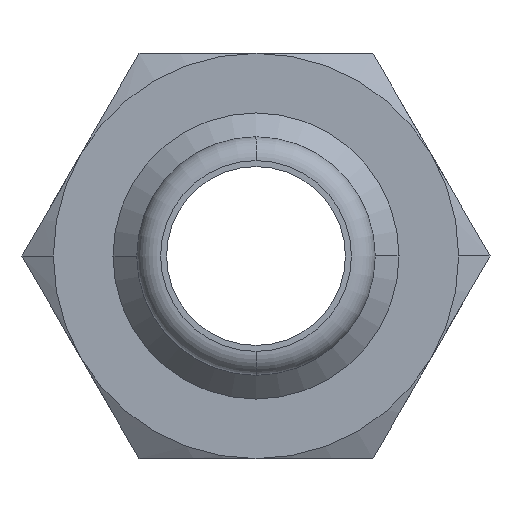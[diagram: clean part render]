
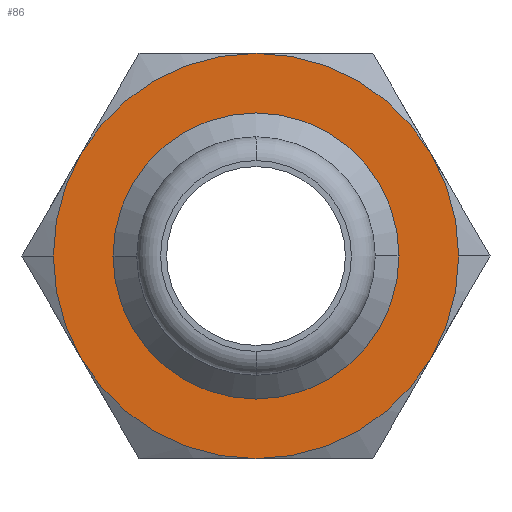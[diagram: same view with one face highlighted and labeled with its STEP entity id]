
A CAD part, front view. The second image highlights one B-rep face of the part: STEP entity #86.
In plain terms, the highlighted planar face has unit normal (0, -1, 0).
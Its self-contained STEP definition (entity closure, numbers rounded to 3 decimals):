
#86=ADVANCED_FACE('',(#208,#209),#210,.T.);
#208=FACE_OUTER_BOUND('',#363,.T.);
#209=FACE_BOUND('',#364,.T.);
#210=PLANE('',#365);
#363=EDGE_LOOP('',(#549,#550,#551,#552,#553,#554,#555,#556));
#364=EDGE_LOOP('',(#557,#558));
#365=AXIS2_PLACEMENT_3D('',#559,#560,#561);
#549=ORIENTED_EDGE('',*,*,#924,.F.);
#550=ORIENTED_EDGE('',*,*,#925,.F.);
#551=ORIENTED_EDGE('',*,*,#926,.F.);
#552=ORIENTED_EDGE('',*,*,#927,.F.);
#553=ORIENTED_EDGE('',*,*,#893,.F.);
#554=ORIENTED_EDGE('',*,*,#928,.F.);
#555=ORIENTED_EDGE('',*,*,#929,.F.);
#556=ORIENTED_EDGE('',*,*,#930,.F.);
#557=ORIENTED_EDGE('',*,*,#931,.F.);
#558=ORIENTED_EDGE('',*,*,#932,.F.);
#559=CARTESIAN_POINT('',(4.25,20.0,0.0));
#560=DIRECTION('',(-0.0,-1.0,-0.0));
#561=DIRECTION('',(-1.0,0.0,0.0));
#893=EDGE_CURVE('',#1048,#1046,#1050,.T.);
#924=EDGE_CURVE('',#1103,#1104,#1105,.T.);
#925=EDGE_CURVE('',#1106,#1103,#1107,.T.);
#926=EDGE_CURVE('',#1108,#1106,#1109,.T.);
#927=EDGE_CURVE('',#1046,#1108,#1110,.T.);
#928=EDGE_CURVE('',#1111,#1048,#1112,.T.);
#929=EDGE_CURVE('',#1113,#1111,#1114,.T.);
#930=EDGE_CURVE('',#1104,#1113,#1115,.T.);
#931=EDGE_CURVE('',#1116,#1117,#1118,.T.);
#932=EDGE_CURVE('',#1117,#1116,#1119,.T.);
#1046=VERTEX_POINT('',#1268);
#1048=VERTEX_POINT('',#1271);
#1050=CIRCLE('',#1284,8.5);
#1103=VERTEX_POINT('',#1351);
#1104=VERTEX_POINT('',#1352);
#1105=CIRCLE('',#1353,8.5);
#1106=VERTEX_POINT('',#1354);
#1107=CIRCLE('',#1355,8.5);
#1108=VERTEX_POINT('',#1356);
#1109=CIRCLE('',#1357,8.5);
#1110=CIRCLE('',#1358,8.5);
#1111=VERTEX_POINT('',#1359);
#1112=CIRCLE('',#1360,8.5);
#1113=VERTEX_POINT('',#1361);
#1114=CIRCLE('',#1362,8.5);
#1115=CIRCLE('',#1363,8.5);
#1116=VERTEX_POINT('',#1364);
#1117=VERTEX_POINT('',#1365);
#1118=CIRCLE('',#1366,6.0);
#1119=CIRCLE('',#1367,6.0);
#1268=CARTESIAN_POINT('',(-8.5,20.0,0.));
#1271=CARTESIAN_POINT('',(-7.361,20.0,-4.25));
#1284=AXIS2_PLACEMENT_3D('',#1756,#1757,#1758);
#1351=CARTESIAN_POINT('',(7.361,20.0,4.25));
#1352=CARTESIAN_POINT('',(8.5,20.0,0.));
#1353=AXIS2_PLACEMENT_3D('',#1822,#1823,#1824);
#1354=CARTESIAN_POINT('',(0.,20.0,8.5));
#1355=AXIS2_PLACEMENT_3D('',#1825,#1826,#1827);
#1356=CARTESIAN_POINT('',(-7.361,20.0,4.25));
#1357=AXIS2_PLACEMENT_3D('',#1828,#1829,#1830);
#1358=AXIS2_PLACEMENT_3D('',#1831,#1832,#1833);
#1359=CARTESIAN_POINT('',(0.0,20.0,-8.5));
#1360=AXIS2_PLACEMENT_3D('',#1834,#1835,#1836);
#1361=CARTESIAN_POINT('',(7.361,20.0,-4.25));
#1362=AXIS2_PLACEMENT_3D('',#1837,#1838,#1839);
#1363=AXIS2_PLACEMENT_3D('',#1840,#1841,#1842);
#1364=CARTESIAN_POINT('',(-6.0,20.0,0.));
#1365=CARTESIAN_POINT('',(6.0,20.0,0.));
#1366=AXIS2_PLACEMENT_3D('',#1843,#1844,#1845);
#1367=AXIS2_PLACEMENT_3D('',#1846,#1847,#1848);
#1756=CARTESIAN_POINT('',(0.0,20.0,0.0));
#1757=DIRECTION('',(-0.0,1.0,0.0));
#1758=DIRECTION('',(1.0,0.0,0.0));
#1822=CARTESIAN_POINT('',(0.0,20.0,0.0));
#1823=DIRECTION('',(-0.0,1.0,0.0));
#1824=DIRECTION('',(1.0,0.0,0.0));
#1825=CARTESIAN_POINT('',(0.0,20.0,0.0));
#1826=DIRECTION('',(-0.0,1.0,0.0));
#1827=DIRECTION('',(1.0,0.0,0.0));
#1828=CARTESIAN_POINT('',(0.0,20.0,0.0));
#1829=DIRECTION('',(-0.0,1.0,0.0));
#1830=DIRECTION('',(1.0,0.0,0.0));
#1831=CARTESIAN_POINT('',(0.0,20.0,0.0));
#1832=DIRECTION('',(-0.0,1.0,0.0));
#1833=DIRECTION('',(1.0,0.0,0.0));
#1834=CARTESIAN_POINT('',(0.0,20.0,0.0));
#1835=DIRECTION('',(-0.0,1.0,0.0));
#1836=DIRECTION('',(1.0,0.0,0.0));
#1837=CARTESIAN_POINT('',(0.0,20.0,0.0));
#1838=DIRECTION('',(-0.0,1.0,0.0));
#1839=DIRECTION('',(1.0,0.0,0.0));
#1840=CARTESIAN_POINT('',(0.0,20.0,0.0));
#1841=DIRECTION('',(-0.0,1.0,0.0));
#1842=DIRECTION('',(1.0,0.0,0.0));
#1843=CARTESIAN_POINT('',(0.0,20.0,0.0));
#1844=DIRECTION('',(0.0,-1.0,0.0));
#1845=DIRECTION('',(1.0,0.0,0.0));
#1846=CARTESIAN_POINT('',(0.0,20.0,0.0));
#1847=DIRECTION('',(0.0,-1.0,0.0));
#1848=DIRECTION('',(1.0,0.0,0.0));
